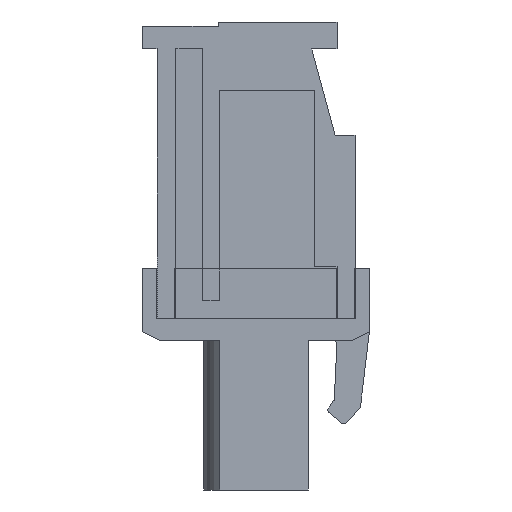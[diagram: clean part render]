
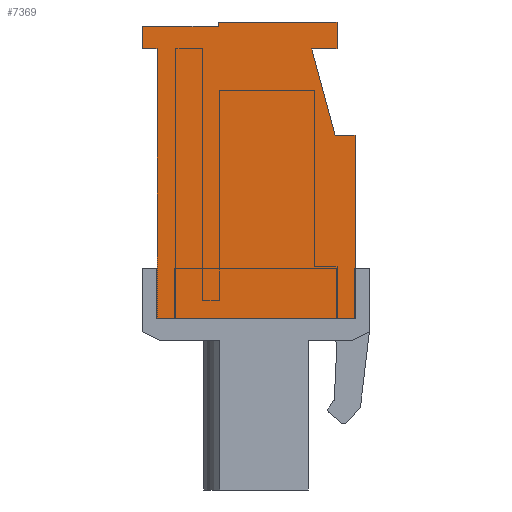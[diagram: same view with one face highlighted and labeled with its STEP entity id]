
A CAD part, left-side view. The second image highlights one B-rep face of the part: STEP entity #7369.
In plain terms, the highlighted planar face has unit normal (-1, 0, 0).
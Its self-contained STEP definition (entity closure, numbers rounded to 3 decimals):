
#7369 = ADVANCED_FACE( '', ( #15084 ), #15085, .T. );
#15084 = FACE_OUTER_BOUND( '', #23160, .T. );
#15085 = PLANE( '', #23161 );
#23160 = EDGE_LOOP( '', ( #44253, #44254, #44255, #44256, #44257, #44258, #44259, #44260, #44261, #44262, #44263, #44264 ) );
#23161 = AXIS2_PLACEMENT_3D( '', #44265, #44266, #44267 );
#44253 = ORIENTED_EDGE( '', *, *, #57723, .T. );
#44254 = ORIENTED_EDGE( '', *, *, #54652, .T. );
#44255 = ORIENTED_EDGE( '', *, *, #54897, .T. );
#44256 = ORIENTED_EDGE( '', *, *, #56173, .T. );
#44257 = ORIENTED_EDGE( '', *, *, #58010, .T. );
#44258 = ORIENTED_EDGE( '', *, *, #52601, .T. );
#44259 = ORIENTED_EDGE( '', *, *, #56470, .T. );
#44260 = ORIENTED_EDGE( '', *, *, #53106, .T. );
#44261 = ORIENTED_EDGE( '', *, *, #50670, .T. );
#44262 = ORIENTED_EDGE( '', *, *, #57806, .T. );
#44263 = ORIENTED_EDGE( '', *, *, #58011, .T. );
#44264 = ORIENTED_EDGE( '', *, *, #58012, .T. );
#44265 = CARTESIAN_POINT( '', ( -60.96, 0., 0. ) );
#44266 = DIRECTION( '', ( -1., 0., 0. ) );
#44267 = DIRECTION( '', ( 0., 0., 1. ) );
#50670 = EDGE_CURVE( '', #61480, #61478, #61481, .T. );
#52601 = EDGE_CURVE( '', #64747, #64748, #64749, .T. );
#53106 = EDGE_CURVE( '', #65466, #61480, #65561, .T. );
#54652 = EDGE_CURVE( '', #67911, #67912, #67913, .T. );
#54897 = EDGE_CURVE( '', #67912, #68268, #68269, .T. );
#56173 = EDGE_CURVE( '', #68268, #70026, #70027, .T. );
#56470 = EDGE_CURVE( '', #64748, #65466, #70402, .T. );
#57723 = EDGE_CURVE( '', #71941, #67911, #71942, .T. );
#57806 = EDGE_CURVE( '', #61478, #72037, #72038, .T. );
#58010 = EDGE_CURVE( '', #70026, #64747, #72261, .T. );
#58011 = EDGE_CURVE( '', #72037, #72262, #72263, .T. );
#58012 = EDGE_CURVE( '', #72262, #71941, #72264, .T. );
#61478 = VERTEX_POINT( '', #76971 );
#61480 = VERTEX_POINT( '', #76974 );
#61481 = LINE( '', #76975, #76976 );
#64747 = VERTEX_POINT( '', #81757 );
#64748 = VERTEX_POINT( '', #81758 );
#64749 = LINE( '', #81759, #81760 );
#65466 = VERTEX_POINT( '', #82825 );
#65561 = LINE( '', #82986, #82987 );
#67911 = VERTEX_POINT( '', #86496 );
#67912 = VERTEX_POINT( '', #86497 );
#67913 = LINE( '', #86498, #86499 );
#68268 = VERTEX_POINT( '', #87031 );
#68269 = LINE( '', #87032, #87033 );
#70026 = VERTEX_POINT( '', #89659 );
#70027 = LINE( '', #89660, #89661 );
#70402 = LINE( '', #90225, #90226 );
#71941 = VERTEX_POINT( '', #92547 );
#71942 = LINE( '', #92548, #92549 );
#72037 = VERTEX_POINT( '', #92699 );
#72038 = LINE( '', #92700, #92701 );
#72261 = LINE( '', #93022, #93023 );
#72262 = VERTEX_POINT( '', #93024 );
#72263 = LINE( '', #93025, #93026 );
#72264 = LINE( '', #93027, #93028 );
#76971 = CARTESIAN_POINT( '', ( -60.96, -5.5, 2.7 ) );
#76974 = CARTESIAN_POINT( '', ( -60.96, -5.5, -7.5 ) );
#76975 = CARTESIAN_POINT( '', ( -60.96, -5.5, -7.5 ) );
#76976 = VECTOR( '', #95503, 1000. );
#81757 = CARTESIAN_POINT( '', ( -60.96, 6.3, 7.5 ) );
#81758 = CARTESIAN_POINT( '', ( -60.96, 5.5, 7.5 ) );
#81759 = CARTESIAN_POINT( '', ( -60.96, 6.3, 7.5 ) );
#81760 = VECTOR( '', #97253, 1000. );
#82825 = CARTESIAN_POINT( '', ( -60.96, 5.5, -7.5 ) );
#82986 = CARTESIAN_POINT( '', ( -60.96, 5.5, -7.5 ) );
#82987 = VECTOR( '', #97704, 1000. );
#86496 = CARTESIAN_POINT( '', ( -60.96, -4.5, 9. ) );
#86497 = CARTESIAN_POINT( '', ( -60.96, 2.1, 9. ) );
#86498 = CARTESIAN_POINT( '', ( -60.96, -4.5, 9. ) );
#86499 = VECTOR( '', #99068, 1000. );
#87031 = CARTESIAN_POINT( '', ( -60.96, 2.1, 8.75 ) );
#87032 = CARTESIAN_POINT( '', ( -60.96, 2.1, 9. ) );
#87033 = VECTOR( '', #99270, 1000. );
#89659 = CARTESIAN_POINT( '', ( -60.96, 6.3, 8.75 ) );
#89660 = CARTESIAN_POINT( '', ( -60.96, 2.1, 8.75 ) );
#89661 = VECTOR( '', #100323, 1000. );
#90225 = CARTESIAN_POINT( '', ( -60.96, 5.5, 7.5 ) );
#90226 = VECTOR( '', #100546, 1000. );
#92547 = CARTESIAN_POINT( '', ( -60.96, -4.5, 7.5 ) );
#92548 = CARTESIAN_POINT( '', ( -60.96, -4.5, 7.5 ) );
#92549 = VECTOR( '', #101446, 1000. );
#92699 = CARTESIAN_POINT( '', ( -60.96, -4.4, 2.7 ) );
#92700 = CARTESIAN_POINT( '', ( -60.96, -5.5, 2.7 ) );
#92701 = VECTOR( '', #101505, 1000. );
#93022 = CARTESIAN_POINT( '', ( -60.96, 6.3, 8.75 ) );
#93023 = VECTOR( '', #101616, 1000. );
#93024 = CARTESIAN_POINT( '', ( -60.96, -3.1, 7.5 ) );
#93025 = CARTESIAN_POINT( '', ( -60.96, -4.4, 2.7 ) );
#93026 = VECTOR( '', #101617, 1000. );
#93027 = CARTESIAN_POINT( '', ( -60.96, -3.1, 7.5 ) );
#93028 = VECTOR( '', #101618, 1000. );
#95503 = DIRECTION( '', ( 0., 0., 1. ) );
#97253 = DIRECTION( '', ( 0., -1., 0. ) );
#97704 = DIRECTION( '', ( 0., -1., 0. ) );
#99068 = DIRECTION( '', ( 0., 1., 0. ) );
#99270 = DIRECTION( '', ( 0., 0., -1. ) );
#100323 = DIRECTION( '', ( 0., 1., 0. ) );
#100546 = DIRECTION( '', ( 0., 0., -1. ) );
#101446 = DIRECTION( '', ( 0., 0., 1. ) );
#101505 = DIRECTION( '', ( 0., 1., 0. ) );
#101616 = DIRECTION( '', ( 0., 0., -1. ) );
#101617 = DIRECTION( '', ( 0., 0.261, 0.965 ) );
#101618 = DIRECTION( '', ( 0., -1., 0. ) );
